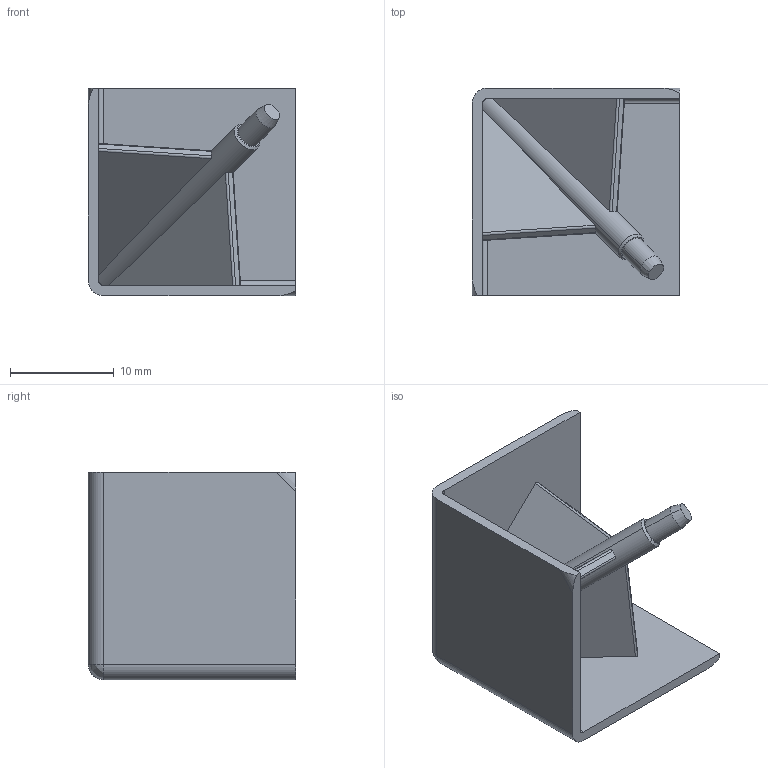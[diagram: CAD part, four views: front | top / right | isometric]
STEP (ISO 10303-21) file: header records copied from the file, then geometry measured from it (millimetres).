
FILE_DESCRIPTION (( 'STEP AP214' ), '1' );
FILE_NAME ('7265401', '2019-01-30T09:02:28', ( '' ), ('JUGARD+KÜNSTNER GmbH'), 'SwSTEP 2.0', 'SolidWorks 2017', '' );
FILE_SCHEMA (( 'AUTOMOTIVE_DESIGN' ));
Length unit declared in the file: millimetre
Products named in the file (1): 7265401
Bounding box: 20 x 20 x 20 mm (x, y, z)
Volume: 1619.6 mm3; surface area: 3024.7 mm2
Topology: 1 solids, 1 shells, 45 faces, 122 edges, 79 vertices
Faces by surface type: cylinder 20, plane 20, cone 4, bspline 1
Entity records: 1467 total; most frequent: CARTESIAN_POINT 397, ORIENTED_EDGE 242, DIRECTION 192, EDGE_CURVE 121, VERTEX_POINT 79, AXIS2_PLACEMENT_3D 66, VECTOR 60, LINE 60
